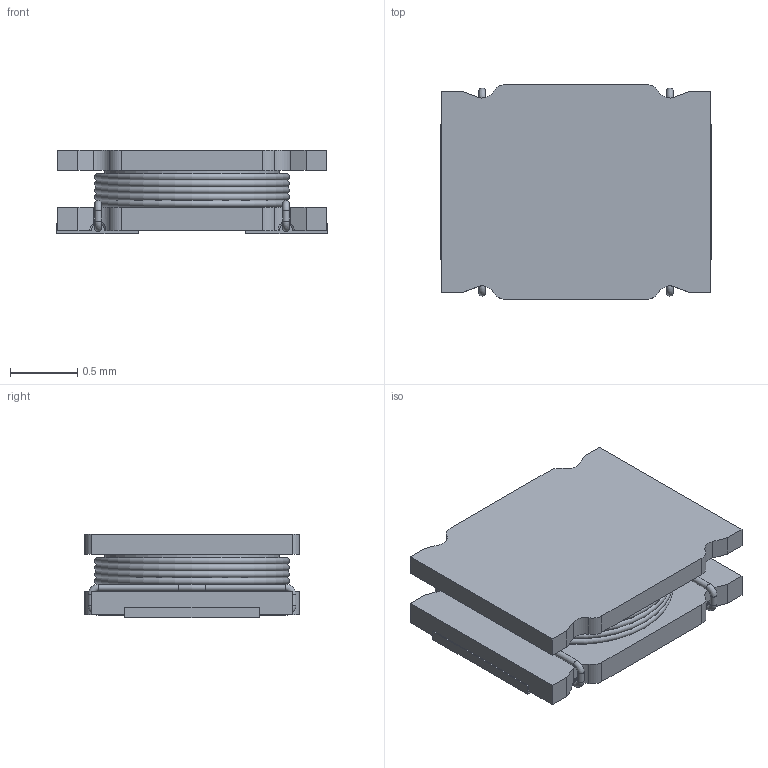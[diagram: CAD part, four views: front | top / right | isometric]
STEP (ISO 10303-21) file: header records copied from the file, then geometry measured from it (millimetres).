
FILE_DESCRIPTION(/* description */ (''),/* implementation_level */ '2;1');
FILE_NAME(/* name */ 'YNR2016.step',/* time_stamp */ '2024-04-08T04:02:46+02:00',/* author */ (''),/* organization */ (''),/* preprocessor_version */ 'ST-DEVELOPER v20',/* originating_system */ 'Autodesk Translation Framework v12.20.1.177',/* authorisation */ '');
FILE_SCHEMA (('AUTOMOTIVE_DESIGN { 1 0 10303 214 3 1 1 }'));
Length unit declared in the file: millimetre
Products named in the file (2): IND-SMD_L2.0-W1.6_NR201610; COMPOUND (1)
Assembly tree (1 placements, depth 2):
  IND-SMD_L2.0-W1.6_NR201610
    COMPOUND (1)
Bounding box: 2.02 x 1.6 x 0.62 mm (x, y, z)
Volume: 1.5 mm3; surface area: 20.6 mm2
Topology: 9 solids, 9 shells, 105 faces, 263 edges, 167 vertices
Faces by surface type: plane 49, cylinder 31, torus 13, bspline 12
Full cylindrical faces by diameter (mm): 0.05 x10, 1.3 x1
Entity records: 3615 total; most frequent: CARTESIAN_POINT 898, DIRECTION 539, ORIENTED_EDGE 526, EDGE_CURVE 263, AXIS2_PLACEMENT_3D 196, VERTEX_POINT 167, LINE 147, VECTOR 147
